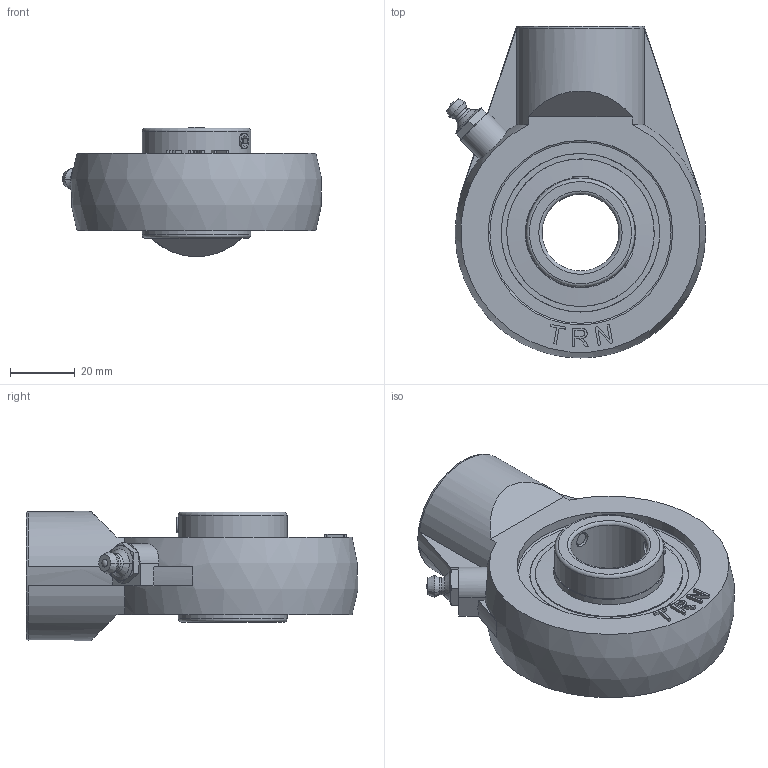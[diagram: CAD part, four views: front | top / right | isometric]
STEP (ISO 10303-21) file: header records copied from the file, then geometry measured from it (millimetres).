
FILE_DESCRIPTION(/* description */ ('Alibre Inc.'),/* implementation_level */ '2;1');
FILE_NAME(/* name */ 'export0',/* time_stamp */ '2015-12-29T09:41:58-08:00',/* author */ (''),/* organization */ (''),/* preprocessor_version */ 'ST-DEVELOPER v12',/* originating_system */ 'Alibre',/* authorisation */ '');
FILE_SCHEMA (('AUTOMOTIVE_DESIGN'));
Length unit declared in the file: centimetre
Products named in the file (7): 3
Bounding box: 80.25 x 102.79 x 39.99 mm (x, y, z)
Volume: 108738.9 mm3; surface area: 39355.4 mm2
Topology: 8 solids, 8 shells, 199 faces, 490 edges, 313 vertices
Faces by surface type: plane 96, cylinder 37, cone 32, bspline 20, torus 8, sphere 6
Full cylindrical faces by diameter (mm): 1.506 x2, 4.917 x4, 6 x2, 19.05 x1, 23.812 x1, 33.655 x1, 33.68 x2, 34.188 x2, 45.72 x3, 57.143 x2
Entity records: 6193 total; most frequent: CARTESIAN_POINT 2213, ORIENTED_EDGE 810, DIRECTION 660, EDGE_CURVE 405, AXIS2_PLACEMENT_3D 277, VERTEX_POINT 276, FACE_BOUND 239, EDGE_LOOP 238
